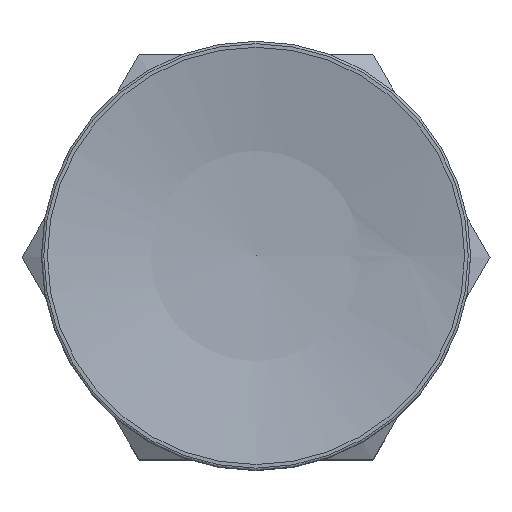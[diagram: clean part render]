
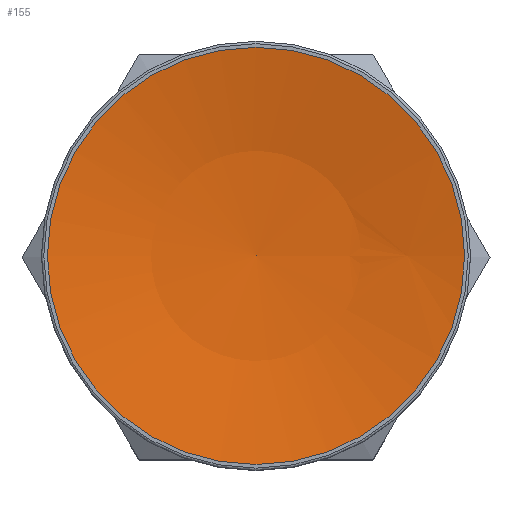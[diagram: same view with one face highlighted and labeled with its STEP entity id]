
A CAD part, top view. The second image highlights one B-rep face of the part: STEP entity #155.
In plain terms, the highlighted spherical face has radius 38.781 mm.
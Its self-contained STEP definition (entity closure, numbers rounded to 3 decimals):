
#155 = ADVANCED_FACE( '', ( #337 ), #338, .F. );
#337 = FACE_OUTER_BOUND( '', #533, .T. );
#338 = SPHERICAL_SURFACE( '', #534, 38.781 );
#533 = EDGE_LOOP( '', ( #887 ) );
#534 = AXIS2_PLACEMENT_3D( '', #888, #889, #890 );
#887 = ORIENTED_EDGE( '', *, *, #1188, .T. );
#888 = CARTESIAN_POINT( '', ( 0., 0., 53.281 ) );
#889 = DIRECTION( '', ( 0., 0., 1. ) );
#890 = DIRECTION( '', ( 1., 0., 0. ) );
#1188 = EDGE_CURVE( '', #1433, #1433, #1434, .T. );
#1433 = VERTEX_POINT( '', #1914 );
#1434 = CIRCLE( '', #1915, 8.75 );
#1914 = CARTESIAN_POINT( '', ( 8.75, 0., 15.5 ) );
#1915 = AXIS2_PLACEMENT_3D( '', #2097, #2098, #2099 );
#2097 = CARTESIAN_POINT( '', ( 0., 0., 15.5 ) );
#2098 = DIRECTION( '', ( 0., 0., 1. ) );
#2099 = DIRECTION( '', ( 1., 0., 0. ) );
